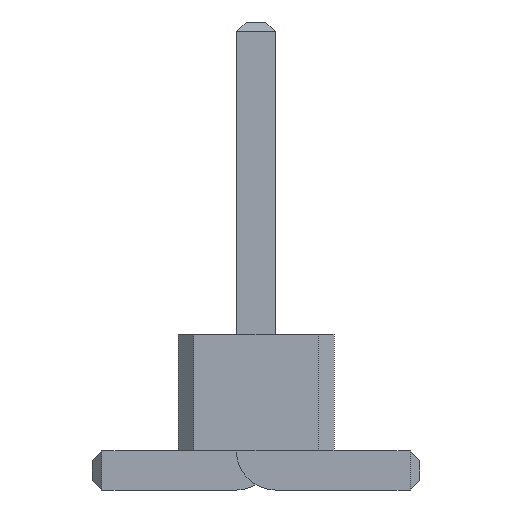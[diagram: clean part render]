
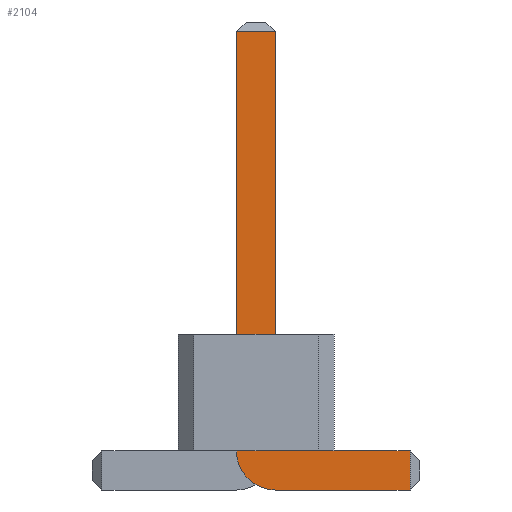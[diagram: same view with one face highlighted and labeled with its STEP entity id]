
A CAD part, front view. The second image highlights one B-rep face of the part: STEP entity #2104.
In plain terms, the highlighted planar face has unit normal (0, -1, 0).
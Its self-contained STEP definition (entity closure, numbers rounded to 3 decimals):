
#13=DIRECTION('',(0.,0.,1.));
#27=VECTOR('',#13,1.);
#67=DIRECTION('',(1.,0.,0.));
#896=VECTOR('',#67,1.);
#949=DIRECTION('',(-1.,0.,0.));
#1775=VECTOR('',#949,1.);
#1918=DIRECTION('',(-0.,1.,0.));
#1919=DIRECTION('',(0.,0.,-1.));
#1936=VECTOR('',#1919,1.);
#1948=DIRECTION('',(0.,1.,0.));
#1949=DIRECTION('',(1.,0.,0.));
#1956=VERTEX_POINT('',#1957);
#1957=CARTESIAN_POINT('',(1.975,-14.25,0.));
#1959=ORIENTED_EDGE('',*,*,#1960,.T.);
#1960=EDGE_CURVE('',#1956,#1961,#1963,.T.);
#1961=VERTEX_POINT('',#1962);
#1962=CARTESIAN_POINT('',(0.25,-14.25,0.));
#1963=LINE('',#1964,#1775);
#1964=CARTESIAN_POINT('',(2.1,-14.25,0.));
#2001=VERTEX_POINT('',#2002);
#2002=CARTESIAN_POINT('',(-0.25,-14.25,0.5));
#2005=EDGE_CURVE('',#1961,#2001,#2006,.T.);
#2006=CIRCLE('',#2007,0.5);
#2007=AXIS2_PLACEMENT_3D('',#2008,#1918,#1919);
#2008=CARTESIAN_POINT('',(0.25,-14.25,0.5));
#2017=VERTEX_POINT('',#2008);
#2019=ORIENTED_EDGE('',*,*,#2020,.T.);
#2020=EDGE_CURVE('',#2017,#2021,#2023,.T.);
#2021=VERTEX_POINT('',#2022);
#2022=CARTESIAN_POINT('',(1.975,-14.25,0.5));
#2023=LINE('',#2008,#896);
#2033=ORIENTED_EDGE('',*,*,#2034,.T.);
#2034=EDGE_CURVE('',#2001,#2035,#2037,.T.);
#2035=VERTEX_POINT('',#2036);
#2036=CARTESIAN_POINT('',(-0.25,-14.25,5.875));
#2037=LINE('',#2038,#27);
#2038=CARTESIAN_POINT('',(-0.25,-14.25,0.));
#2050=VERTEX_POINT('',#2051);
#2051=CARTESIAN_POINT('',(0.25,-14.25,5.875));
#2053=ORIENTED_EDGE('',*,*,#2054,.T.);
#2054=EDGE_CURVE('',#2050,#2017,#2055,.T.);
#2055=LINE('',#2056,#1936);
#2056=CARTESIAN_POINT('',(0.25,-14.25,6.));
#2104=ADVANCED_FACE('',(#2105),#2114,.F.);
#2105=FACE_BOUND('',#2106,.F.);
#2106=EDGE_LOOP('',(#1959,#2107,#2033,#2108,#2053,#2019,#2111));
#2107=ORIENTED_EDGE('',*,*,#2005,.T.);
#2108=ORIENTED_EDGE('',*,*,#2109,.T.);
#2109=EDGE_CURVE('',#2035,#2050,#2110,.T.);
#2110=LINE('',#2036,#896);
#2111=ORIENTED_EDGE('',*,*,#2112,.T.);
#2112=EDGE_CURVE('',#2021,#1956,#2113,.T.);
#2113=LINE('',#2022,#1936);
#2114=PLANE('',#2115);
#2115=AXIS2_PLACEMENT_3D('',#2116,#1948,#1949);
#2116=CARTESIAN_POINT('',(0.316,-14.25,2.391));
